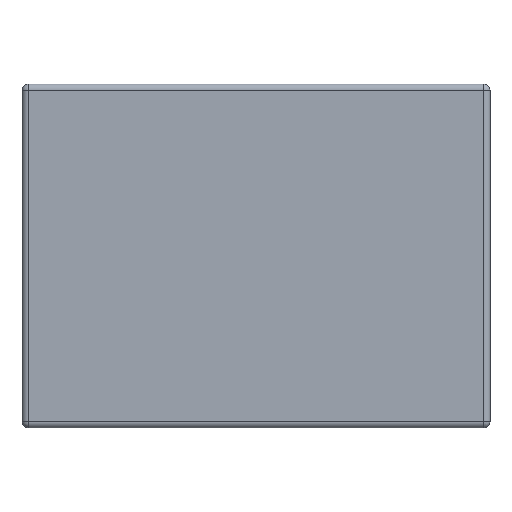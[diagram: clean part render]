
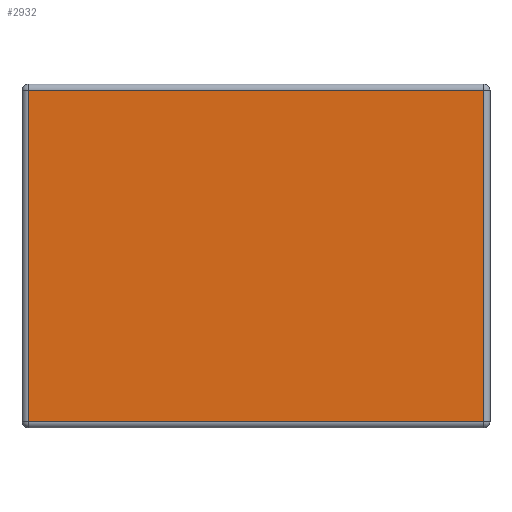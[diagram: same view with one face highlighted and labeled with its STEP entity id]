
A CAD part, left-side view. The second image highlights one B-rep face of the part: STEP entity #2932.
In plain terms, the highlighted planar face has unit normal (-1, 0, 0).
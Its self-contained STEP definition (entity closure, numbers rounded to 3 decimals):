
#106 = CARTESIAN_POINT ( 'NONE',  ( -1.905, 0., 2.8 ) ) ;
#300 = VECTOR ( 'NONE', #3256, 1000. ) ;
#323 = EDGE_LOOP ( 'NONE', ( #1050, #2118, #2960, #2704 ) ) ;
#424 = DIRECTION ( 'NONE',  ( -1., 0., 0. ) ) ;
#586 = LINE ( 'NONE', #3164, #1441 ) ;
#829 = EDGE_CURVE ( 'NONE', #1393, #1089, #586, .T. ) ;
#839 = PLANE ( 'NONE',  #1841 ) ;
#867 = DIRECTION ( 'NONE',  ( 0., -1., 0. ) ) ;
#1050 = ORIENTED_EDGE ( 'NONE', *, *, #2239, .T. ) ;
#1089 = VERTEX_POINT ( 'NONE', #2821 ) ;
#1182 = EDGE_CURVE ( 'NONE', #1089, #1319, #3222, .T. ) ;
#1277 = EDGE_CURVE ( 'NONE', #2970, #1393, #2538, .T. ) ;
#1319 = VERTEX_POINT ( 'NONE', #1369 ) ;
#1364 = VECTOR ( 'NONE', #3302, 1000. ) ;
#1369 = CARTESIAN_POINT ( 'NONE',  ( -1.905, -1.855, 2.75 ) ) ;
#1393 = VERTEX_POINT ( 'NONE', #2144 ) ;
#1441 = VECTOR ( 'NONE', #867, 1000. ) ;
#1634 = VECTOR ( 'NONE', #2761, 1000. ) ;
#1722 = CARTESIAN_POINT ( 'NONE',  ( -1.905, 1.855, 2.75 ) ) ;
#1740 = DIRECTION ( 'NONE',  ( 0., 0., 1. ) ) ;
#1841 = AXIS2_PLACEMENT_3D ( 'NONE', #106, #424, #1740 ) ;
#1955 = CARTESIAN_POINT ( 'NONE',  ( -1.905, 0., 2.75 ) ) ;
#2118 = ORIENTED_EDGE ( 'NONE', *, *, #1277, .T. ) ;
#2144 = CARTESIAN_POINT ( 'NONE',  ( -1.905, 1.855, 0.05 ) ) ;
#2204 = CARTESIAN_POINT ( 'NONE',  ( -1.905, -1.855, 2.8 ) ) ;
#2239 = EDGE_CURVE ( 'NONE', #1319, #2970, #3254, .T. ) ;
#2287 = CARTESIAN_POINT ( 'NONE',  ( -1.905, 1.855, 0. ) ) ;
#2538 = LINE ( 'NONE', #2287, #1364 ) ;
#2704 = ORIENTED_EDGE ( 'NONE', *, *, #1182, .T. ) ;
#2761 = DIRECTION ( 'NONE',  ( 0., 1., 0. ) ) ;
#2821 = CARTESIAN_POINT ( 'NONE',  ( -1.905, -1.855, 0.05 ) ) ;
#2932 = ADVANCED_FACE ( 'NONE', ( #3135 ), #839, .T. ) ;
#2960 = ORIENTED_EDGE ( 'NONE', *, *, #829, .T. ) ;
#2970 = VERTEX_POINT ( 'NONE', #1722 ) ;
#3135 = FACE_OUTER_BOUND ( 'NONE', #323, .T. ) ;
#3164 = CARTESIAN_POINT ( 'NONE',  ( -1.905, -1.905, 0.05 ) ) ;
#3222 = LINE ( 'NONE', #2204, #300 ) ;
#3254 = LINE ( 'NONE', #1955, #1634 ) ;
#3256 = DIRECTION ( 'NONE',  ( 0., 0., 1. ) ) ;
#3302 = DIRECTION ( 'NONE',  ( 0., 0., -1. ) ) ;
